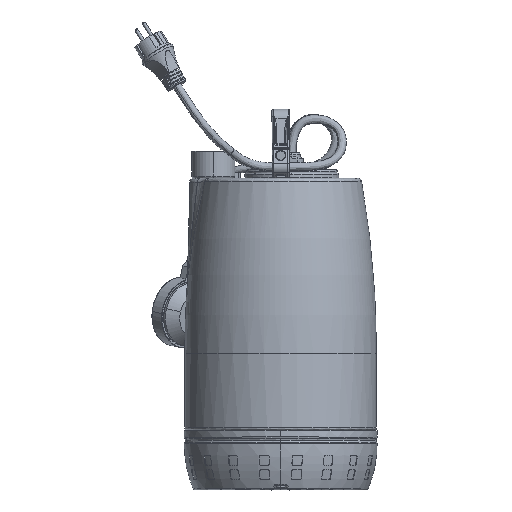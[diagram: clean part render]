
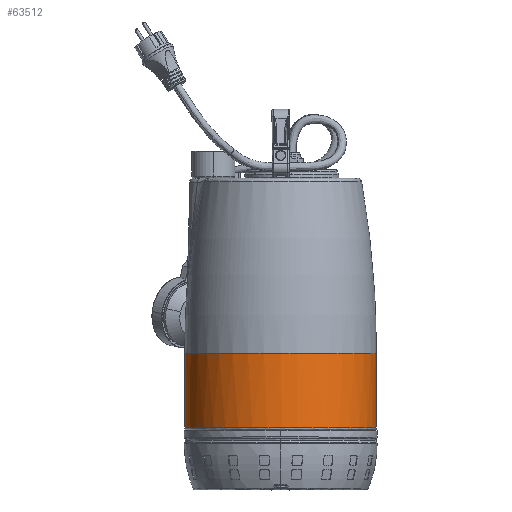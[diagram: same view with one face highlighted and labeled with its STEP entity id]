
A CAD part, top view. The second image highlights one B-rep face of the part: STEP entity #63512.
In plain terms, the highlighted cylindrical face has radius 113.25 mm (diameter 226.5 mm), a partial arc.
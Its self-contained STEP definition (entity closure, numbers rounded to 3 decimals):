
#928 = LINE ( 'NONE', #35106, #149941 ) ;
#3816 = CARTESIAN_POINT ( 'NONE',  ( -57.384, -61.707, 107.466 ) ) ;
#4586 = CARTESIAN_POINT ( 'NONE',  ( -6.068, -61.707, 112.52 ) ) ;
#5610 = LINE ( 'NONE', #61127, #101398 ) ;
#6051 = CARTESIAN_POINT ( 'NONE',  ( 69.153, -61.707, 69.081 ) ) ;
#6999 = DIRECTION ( 'NONE',  ( 0., -1., 0. ) ) ;
#9557 = VERTEX_POINT ( 'NONE', #93928 ) ;
#11147 = CARTESIAN_POINT ( 'NONE',  ( -134.143, -61.707, 0. ) ) ;
#14421 = CARTESIAN_POINT ( 'NONE',  ( -128.359, -61.707, 36.491 ) ) ;
#16649 = CARTESIAN_POINT ( 'NONE',  ( 92.357, 26.561, 0. ) ) ;
#16671 = CARTESIAN_POINT ( 'NONE',  ( 48.189, -61.707, 90.046 ) ) ;
#17140 = CARTESIAN_POINT ( 'NONE',  ( -134.143, 26.561, 0. ) ) ;
#21646 = AXIS2_PLACEMENT_3D ( 'NONE', #41881, #6999, #124220 ) ;
#24147 = CIRCLE ( 'NONE', #21646, 113.25 ) ;
#27006 = ORIENTED_EDGE ( 'NONE', *, *, #37263, .T. ) ;
#27285 = CARTESIAN_POINT ( 'NONE',  ( 15.598, -61.707, 107.466 ) ) ;
#28046 = CARTESIAN_POINT ( 'NONE',  ( -119.175, -61.707, 56.755 ) ) ;
#35106 = CARTESIAN_POINT ( 'NONE',  ( 92.357, -63.439, 0. ) ) ;
#35610 = DIRECTION ( 'NONE',  ( 1., 0., 0. ) ) ;
#37263 = EDGE_CURVE ( 'NONE', #76299, #94600, #5610, .T. ) ;
#38696 = CARTESIAN_POINT ( 'NONE',  ( -95.731, -61.707, 85.321 ) ) ;
#39445 = CARTESIAN_POINT ( 'NONE',  ( -35.717, -61.707, 112.52 ) ) ;
#41881 = CARTESIAN_POINT ( 'NONE',  ( -20.893, 26.561, 0. ) ) ;
#50152 = CARTESIAN_POINT ( 'NONE',  ( -50.256, -61.707, 109.628 ) ) ;
#50905 = CARTESIAN_POINT ( 'NONE',  ( 8.471, -61.707, 109.628 ) ) ;
#52397 = CARTESIAN_POINT ( 'NONE',  ( 35.863, -61.707, 98.282 ) ) ;
#60830 = CARTESIAN_POINT ( 'NONE',  ( 92.357, -61.707, 0. ) ) ;
#61127 = CARTESIAN_POINT ( 'NONE',  ( -134.143, -63.439, 0. ) ) ;
#61570 = CARTESIAN_POINT ( 'NONE',  ( 80.9, -61.707, 50.187 ) ) ;
#62337 = CARTESIAN_POINT ( 'NONE',  ( -110.939, -61.707, 69.081 ) ) ;
#63303 = B_SPLINE_CURVE_WITH_KNOTS ( 'NONE', 3,
 ( #97364, #63830, #75229, #108801, #14421, #143113, #28046, #62337, #144611, #38696, #74480, #85155, #119465, #3816, #50152, #39445, #121019, #131686, #4586, #50905, #27285, #142339, #52397, #16671, #110282, #109539, #6051, #95836, #61570, #143856, #98839, #121780, #85890, #60830 ),
 .UNSPECIFIED., .F., .F.,
 ( 4, 2, 2, 2, 2, 2, 2, 2, 2, 2, 2, 2, 2, 2, 2, 2, 4 ),
 ( 0., 0.063, 0.125, 0.188, 0.25, 0.313, 0.375, 0.438, 0.5, 0.563, 0.625, 0.688, 0.75, 0.813, 0.875, 0.938, 1. ),
 .UNSPECIFIED. ) ;
#63512 = ADVANCED_FACE ( 'NONE', ( #137779 ), #92716, .T. ) ;
#63830 = CARTESIAN_POINT ( 'NONE',  ( -134.143, -61.707, 7.412 ) ) ;
#73568 = EDGE_LOOP ( 'NONE', ( #136513, #27006, #126019, #128607 ) ) ;
#74480 = CARTESIAN_POINT ( 'NONE',  ( -89.974, -61.707, 90.046 ) ) ;
#75229 = CARTESIAN_POINT ( 'NONE',  ( -133.413, -61.707, 14.824 ) ) ;
#76299 = VERTEX_POINT ( 'NONE', #17140 ) ;
#81297 = CARTESIAN_POINT ( 'NONE',  ( -20.893, -63.439, 0. ) ) ;
#83942 = DIRECTION ( 'NONE',  ( 0., -1., 0. ) ) ;
#84492 = EDGE_CURVE ( 'NONE', #94600, #9557, #63303, .T. ) ;
#85155 = CARTESIAN_POINT ( 'NONE',  ( -77.648, -61.707, 98.282 ) ) ;
#85890 = CARTESIAN_POINT ( 'NONE',  ( 92.357, -61.707, 7.412 ) ) ;
#87124 = AXIS2_PLACEMENT_3D ( 'NONE', #81297, #127881, #35610 ) ;
#92716 = CYLINDRICAL_SURFACE ( 'NONE', #87124, 113.25 ) ;
#93928 = CARTESIAN_POINT ( 'NONE',  ( 92.357, -61.707, 0. ) ) ;
#94600 = VERTEX_POINT ( 'NONE', #11147 ) ;
#95836 = CARTESIAN_POINT ( 'NONE',  ( 77.389, -61.707, 56.755 ) ) ;
#97364 = CARTESIAN_POINT ( 'NONE',  ( -134.143, -61.707, 0. ) ) ;
#98839 = CARTESIAN_POINT ( 'NONE',  ( 88.735, -61.707, 29.364 ) ) ;
#101398 = VECTOR ( 'NONE', #83942, 1000. ) ;
#105917 = DIRECTION ( 'NONE',  ( 0., -1., 0. ) ) ;
#108801 = CARTESIAN_POINT ( 'NONE',  ( -130.521, -61.707, 29.364 ) ) ;
#109539 = CARTESIAN_POINT ( 'NONE',  ( 64.428, -61.707, 74.839 ) ) ;
#110282 = CARTESIAN_POINT ( 'NONE',  ( 53.946, -61.707, 85.321 ) ) ;
#110354 = EDGE_CURVE ( 'NONE', #120028, #9557, #928, .T. ) ;
#112987 = EDGE_CURVE ( 'NONE', #120028, #76299, #24147, .T. ) ;
#119465 = CARTESIAN_POINT ( 'NONE',  ( -71.08, -61.707, 101.793 ) ) ;
#120028 = VERTEX_POINT ( 'NONE', #16649 ) ;
#121019 = CARTESIAN_POINT ( 'NONE',  ( -28.305, -61.707, 113.25 ) ) ;
#121780 = CARTESIAN_POINT ( 'NONE',  ( 91.627, -61.707, 14.824 ) ) ;
#124220 = DIRECTION ( 'NONE',  ( 1., 0., 0. ) ) ;
#126019 = ORIENTED_EDGE ( 'NONE', *, *, #84492, .T. ) ;
#127881 = DIRECTION ( 'NONE',  ( 0., -1., 0. ) ) ;
#128607 = ORIENTED_EDGE ( 'NONE', *, *, #110354, .F. ) ;
#131686 = CARTESIAN_POINT ( 'NONE',  ( -13.48, -61.707, 113.25 ) ) ;
#136513 = ORIENTED_EDGE ( 'NONE', *, *, #112987, .T. ) ;
#137779 = FACE_OUTER_BOUND ( 'NONE', #73568, .T. ) ;
#142339 = CARTESIAN_POINT ( 'NONE',  ( 29.294, -61.707, 101.793 ) ) ;
#143113 = CARTESIAN_POINT ( 'NONE',  ( -122.686, -61.707, 50.187 ) ) ;
#143856 = CARTESIAN_POINT ( 'NONE',  ( 86.573, -61.707, 36.491 ) ) ;
#144611 = CARTESIAN_POINT ( 'NONE',  ( -106.214, -61.707, 74.839 ) ) ;
#149941 = VECTOR ( 'NONE', #105917, 1000. ) ;
